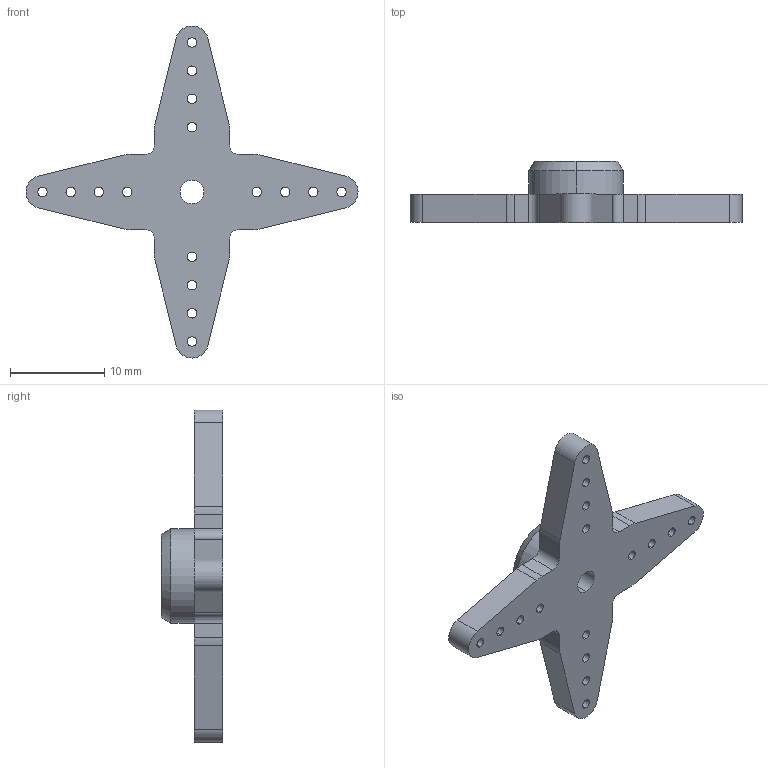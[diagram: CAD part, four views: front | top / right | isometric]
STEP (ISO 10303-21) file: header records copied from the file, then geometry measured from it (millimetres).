
FILE_DESCRIPTION (( 'STEP AP203' ), '1' );
FILE_NAME ('Estrella_Predeterminado_sldprt.STEP', '2020-11-03T14:01:44', ( '' ), ( '' ), 'SwSTEP 2.0', 'SolidWorks 2020', '' );
FILE_SCHEMA (( 'CONFIG_CONTROL_DESIGN' ));
Length unit declared in the file: millimetre
Products named in the file (1): Estrella_Predeterminado_sldprt
Bounding box: 35.3 x 6.5 x 35.3 mm (x, y, z)
Volume: 1274.8 mm3; surface area: 1427.3 mm2
Topology: 1 solids, 1 shells, 77 faces, 217 edges, 144 vertices
Faces by surface type: cylinder 55, plane 20, cone 2
Entity records: 2692 total; most frequent: DIRECTION 485, CARTESIAN_POINT 439, ORIENTED_EDGE 434, EDGE_CURVE 217, AXIS2_PLACEMENT_3D 190, VERTEX_POINT 144, EDGE_LOOP 113, CIRCLE 112
